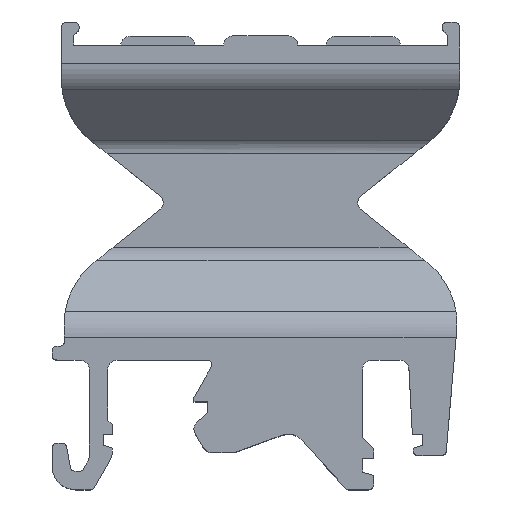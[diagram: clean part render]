
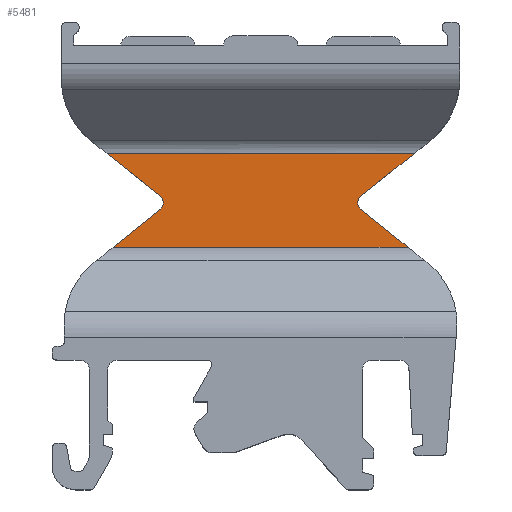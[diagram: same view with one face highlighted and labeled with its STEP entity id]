
A CAD part, top view. The second image highlights one B-rep face of the part: STEP entity #5481.
In plain terms, the highlighted planar face has unit normal (0, 0, 1).
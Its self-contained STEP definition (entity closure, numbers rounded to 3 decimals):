
#1725=DIRECTION('',(1.,0.,0.));
#1726=VECTOR('',#1725,33.175);
#1727=CARTESIAN_POINT('',(-16.588,30.294,3.25));
#1728=LINE('',#1727,#1726);
#1732=CARTESIAN_POINT('',(-11.5,24.994,3.25));
#1733=DIRECTION('',(0.,0.,-1.));
#1734=DIRECTION('',(0.626,0.78,0.));
#1735=AXIS2_PLACEMENT_3D('',#1732,#1733,#1734);
#1740=DIRECTION('',(0.78,-0.626,0.));
#1741=VECTOR('',#1740,0.003);
#1742=CARTESIAN_POINT('',(-10.877,25.776,3.25));
#1743=LINE('',#1742,#1741);
#1747=DIRECTION('',(0.784,-0.62,0.));
#1748=VECTOR('',#1747,7.282);
#1749=CARTESIAN_POINT('',(-16.588,30.294,3.25));
#1750=LINE('',#1749,#1748);
#1754=DIRECTION('',(0.784,0.62,0.));
#1755=VECTOR('',#1754,7.282);
#1756=CARTESIAN_POINT('',(10.877,25.776,3.25));
#1757=LINE('',#1756,#1755);
#1761=DIRECTION('',(0.78,0.626,0.));
#1762=VECTOR('',#1761,0.003);
#1763=CARTESIAN_POINT('',(10.874,25.774,3.25));
#1764=LINE('',#1763,#1762);
#1768=CARTESIAN_POINT('',(11.5,24.994,3.25));
#1769=DIRECTION('',(0.,0.,-1.));
#1770=DIRECTION('',(-1.,0.,0.));
#1771=AXIS2_PLACEMENT_3D('',#1768,#1769,#1770);
#1776=CARTESIAN_POINT('',(11.5,24.994,3.25));
#1777=DIRECTION('',(0.,0.,-1.));
#1778=DIRECTION('',(-0.623,-0.782,0.));
#1779=AXIS2_PLACEMENT_3D('',#1776,#1777,#1778);
#1784=DIRECTION('',(-0.782,0.623,0.));
#1785=VECTOR('',#1784,6.449);
#1786=CARTESIAN_POINT('',(15.922,20.194,3.25));
#1787=LINE('',#1786,#1785);
#1791=DIRECTION('',(-0.782,-0.623,0.));
#1792=VECTOR('',#1791,6.449);
#1793=CARTESIAN_POINT('',(-10.877,24.212,3.25));
#1794=LINE('',#1793,#1792);
#1798=CARTESIAN_POINT('',(-11.5,24.994,3.25));
#1799=DIRECTION('',(0.,0.,-1.));
#1800=DIRECTION('',(1.,0.,0.));
#1801=AXIS2_PLACEMENT_3D('',#1798,#1799,#1800);
#2264=CARTESIAN_POINT('',(15.922,20.194,3.25));
#2276=DIRECTION('',(-1.,0.,0.));
#2277=VECTOR('',#2276,31.844);
#2278=CARTESIAN_POINT('',(15.922,20.194,3.25));
#2279=LINE('',#2278,#2277);
#4566=CARTESIAN_POINT('',(-10.874,25.774,3.25));
#4568=VERTEX_POINT('',#4566);
#4570=CARTESIAN_POINT('',(-10.5,24.994,3.25));
#4571=VERTEX_POINT('',#4570);
#4572=CARTESIAN_POINT('',(-10.877,24.212,3.25));
#4573=VERTEX_POINT('',#4572);
#4578=CARTESIAN_POINT('',(-10.877,25.776,3.25));
#4580=VERTEX_POINT('',#4578);
#4584=CARTESIAN_POINT('',(-15.922,20.194,3.25));
#4585=VERTEX_POINT('',#4584);
#4612=VERTEX_POINT('',#2264);
#4613=CARTESIAN_POINT('',(10.877,24.212,3.25));
#4614=VERTEX_POINT('',#4613);
#4624=CARTESIAN_POINT('',(10.877,25.776,3.25));
#4625=VERTEX_POINT('',#4624);
#4626=CARTESIAN_POINT('',(16.588,30.294,3.25));
#4627=VERTEX_POINT('',#4626);
#4779=CARTESIAN_POINT('',(10.874,25.774,3.25));
#4781=VERTEX_POINT('',#4779);
#4786=CARTESIAN_POINT('',(-16.588,30.294,3.25));
#4787=VERTEX_POINT('',#4786);
#4797=CARTESIAN_POINT('',(10.5,24.994,3.25));
#4798=VERTEX_POINT('',#4797);
#5456=CARTESIAN_POINT('',(25.9,30.294,3.25));
#5457=DIRECTION('',(0.,0.,1.));
#5458=DIRECTION('',(0.,-1.,0.));
#5459=AXIS2_PLACEMENT_3D('',#5456,#5457,#5458);
#5460=PLANE('',#5459);
#5461=ORIENTED_EDGE('',*,*,#5353,.F.);
#5462=ORIENTED_EDGE('',*,*,#5378,.F.);
#5463=ORIENTED_EDGE('',*,*,#5398,.F.);
#5464=ORIENTED_EDGE('',*,*,#5425,.T.);
#5465=ORIENTED_EDGE('',*,*,#5293,.F.);
#5467=ORIENTED_EDGE('',*,*,#5466,.F.);
#5469=ORIENTED_EDGE('',*,*,#5468,.F.);
#5471=ORIENTED_EDGE('',*,*,#5470,.F.);
#5473=ORIENTED_EDGE('',*,*,#5472,.F.);
#5475=ORIENTED_EDGE('',*,*,#5474,.T.);
#5477=ORIENTED_EDGE('',*,*,#5476,.F.);
#5478=ORIENTED_EDGE('',*,*,#5355,.F.);
#5479=EDGE_LOOP('',(#5461,#5462,#5463,#5464,#5465,#5467,#5469,#5471,#5473,#5475,
#5477,#5478));
#5480=FACE_OUTER_BOUND('',#5479,.F.);
#1736=CIRCLE('',#1735,1.);
#1772=CIRCLE('',#1771,1.);
#1780=CIRCLE('',#1779,1.);
#1802=CIRCLE('',#1801,1.);
#5293=EDGE_CURVE('',#4625,#4627,#1757,.T.);
#5353=EDGE_CURVE('',#4568,#4571,#1736,.T.);
#5355=EDGE_CURVE('',#4571,#4573,#1802,.T.);
#5378=EDGE_CURVE('',#4580,#4568,#1743,.T.);
#5398=EDGE_CURVE('',#4787,#4580,#1750,.T.);
#5425=EDGE_CURVE('',#4787,#4627,#1728,.T.);
#5466=EDGE_CURVE('',#4781,#4625,#1764,.T.);
#5468=EDGE_CURVE('',#4798,#4781,#1772,.T.);
#5470=EDGE_CURVE('',#4614,#4798,#1780,.T.);
#5472=EDGE_CURVE('',#4612,#4614,#1787,.T.);
#5474=EDGE_CURVE('',#4612,#4585,#2279,.T.);
#5476=EDGE_CURVE('',#4573,#4585,#1794,.T.);
#5481=ADVANCED_FACE('',(#5480),#5460,.T.);
